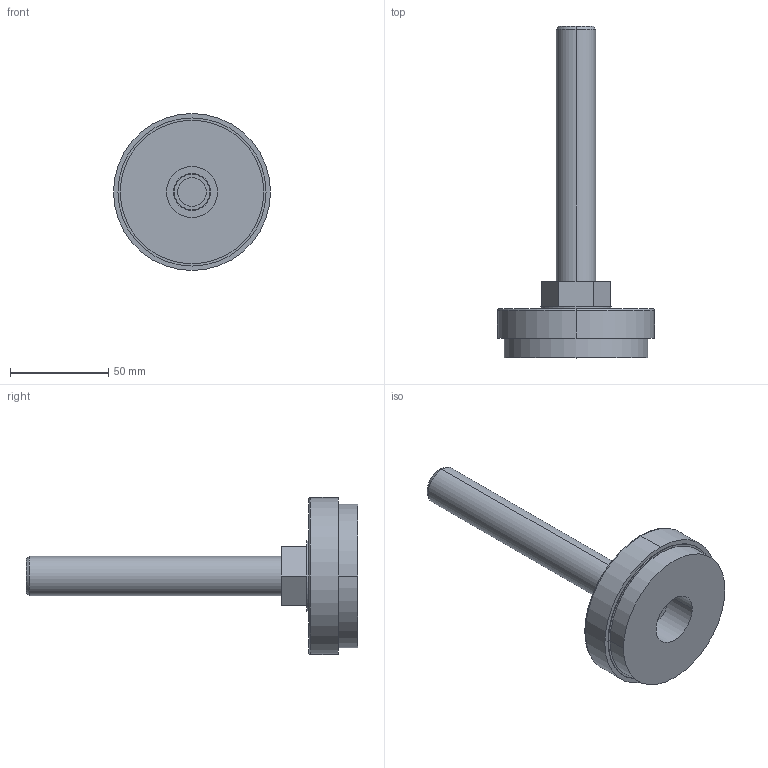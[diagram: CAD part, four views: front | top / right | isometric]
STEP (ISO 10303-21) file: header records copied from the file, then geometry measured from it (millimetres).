
FILE_DESCRIPTION (( 'STEP AP203' ), '1' );
FILE_NAME ('KC-280-11_.STEP', '2006-06-08T05:59:05', ( ' ' ), ( ' ' ), 'SwSTEP 2.0', 'SolidWorks 2005204', '' );
FILE_SCHEMA (( 'CONFIG_CONTROL_DESIGN' ));
Length unit declared in the file: millimetre
Products named in the file (5): KC-280-11_; KC-280-11儃儖僩_岞_棉太倌; KC-280-11僇僶乕_棉太倌; KC-280-10,-11ワッシャー_ﾃﾞﾌｫﾙﾄ; KC-280-11僑儉懌_棉太倌
Assembly tree (4 placements, depth 2):
  KC-280-11_
    KC-280-11僇僶乕_棉太倌
    KC-280-11僑儉懌_棉太倌
    KC-280-11儃儖僩_岞_棉太倌
    KC-280-10,-11ワッシャー_ﾃﾞﾌｫﾙﾄ
Bounding box: 80 x 169 x 80 mm (x, y, z)
Volume: 156819.2 mm3; surface area: 45798.3 mm2
Topology: 4 solids, 4 shells, 56 faces, 114 edges, 74 vertices
Faces by surface type: cylinder 28, plane 22, torus 4, cone 2
Entity records: 2031 total; most frequent: DIRECTION 306, CARTESIAN_POINT 251, ORIENTED_EDGE 228, AXIS2_PLACEMENT_3D 129, EDGE_CURVE 114, VERTEX_POINT 74, EDGE_LOOP 70, CIRCLE 66
